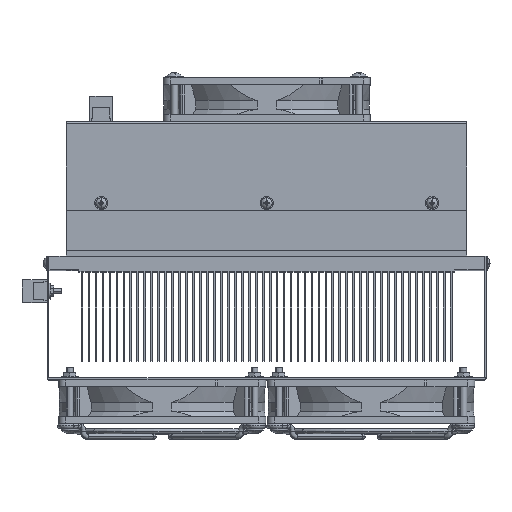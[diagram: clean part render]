
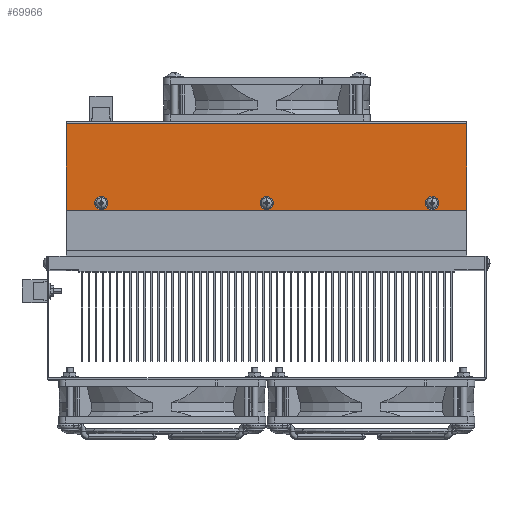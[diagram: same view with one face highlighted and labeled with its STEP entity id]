
A CAD part, top view. The second image highlights one B-rep face of the part: STEP entity #69966.
In plain terms, the highlighted planar face has unit normal (0, 0, 1).
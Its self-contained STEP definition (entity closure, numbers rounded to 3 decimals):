
#856 = CIRCLE ( 'NONE', #190278, 1.7 ) ;
#4525 = EDGE_CURVE ( 'NONE', #113209, #15133, #856, .T. ) ;
#4883 = DIRECTION ( 'NONE',  ( 1., 0., 0. ) ) ;
#5768 = VERTEX_POINT ( 'NONE', #144456 ) ;
#8429 = AXIS2_PLACEMENT_3D ( 'NONE', #81091, #192553, #97039 ) ;
#9939 = CARTESIAN_POINT ( 'NONE',  ( 0., 75.9, 76. ) ) ;
#11917 = DIRECTION ( 'NONE',  ( 0., 0., 1. ) ) ;
#13816 = DIRECTION ( 'NONE',  ( 0., -1., 0. ) ) ;
#15133 = VERTEX_POINT ( 'NONE', #23292 ) ;
#16297 = ORIENTED_EDGE ( 'NONE', *, *, #60192, .F. ) ;
#23292 = CARTESIAN_POINT ( 'NONE',  ( -1.7, 30.4, 76. ) ) ;
#27862 = VECTOR ( 'NONE', #154806, 1000. ) ;
#32845 = CARTESIAN_POINT ( 'NONE',  ( 95., 30.4, 76. ) ) ;
#43753 = CIRCLE ( 'NONE', #152515, 1.7 ) ;
#44825 = CARTESIAN_POINT ( 'NONE',  ( -115., 26.4, 76. ) ) ;
#44975 = CARTESIAN_POINT ( 'NONE',  ( -95., 30.4, 76. ) ) ;
#45046 = CARTESIAN_POINT ( 'NONE',  ( 93.3, 30.4, 76. ) ) ;
#47544 = DIRECTION ( 'NONE',  ( 0., 0., 1. ) ) ;
#48888 = LINE ( 'NONE', #113994, #198314 ) ;
#50132 = VERTEX_POINT ( 'NONE', #192011 ) ;
#50331 = FACE_OUTER_BOUND ( 'NONE', #124369, .T. ) ;
#52110 = CARTESIAN_POINT ( 'NONE',  ( -93.3, 30.4, 76. ) ) ;
#54210 = ORIENTED_EDGE ( 'NONE', *, *, #103387, .T. ) ;
#54343 = EDGE_CURVE ( 'NONE', #50132, #5768, #48888, .T. ) ;
#60192 = EDGE_CURVE ( 'NONE', #178712, #77382, #201423, .T. ) ;
#62642 = LINE ( 'NONE', #44825, #85018 ) ;
#62735 = FACE_BOUND ( 'NONE', #188284, .T. ) ;
#66877 = AXIS2_PLACEMENT_3D ( 'NONE', #82230, #98874, #4883 ) ;
#68556 = CIRCLE ( 'NONE', #105960, 1.7 ) ;
#69966 = ADVANCED_FACE ( 'NONE', ( #157439, #115053, #62735, #50331 ), #204630, .F. ) ;
#70903 = VERTEX_POINT ( 'NONE', #169404 ) ;
#72148 = EDGE_CURVE ( 'NONE', #82228, #70903, #148164, .T. ) ;
#73152 = EDGE_CURVE ( 'NONE', #95651, #142108, #62642, .T. ) ;
#75120 = DIRECTION ( 'NONE',  ( 1., 0., 0. ) ) ;
#77382 = VERTEX_POINT ( 'NONE', #45046 ) ;
#79181 = ORIENTED_EDGE ( 'NONE', *, *, #73152, .T. ) ;
#80145 = CARTESIAN_POINT ( 'NONE',  ( -115., 75.9, 76. ) ) ;
#80455 = ORIENTED_EDGE ( 'NONE', *, *, #54343, .T. ) ;
#80618 = LINE ( 'NONE', #178192, #152808 ) ;
#81091 = CARTESIAN_POINT ( 'NONE',  ( 0., 30.4, 76. ) ) ;
#82228 = VERTEX_POINT ( 'NONE', #52110 ) ;
#82230 = CARTESIAN_POINT ( 'NONE',  ( 95., 30.4, 76. ) ) ;
#85018 = VECTOR ( 'NONE', #122213, 1000. ) ;
#85121 = ORIENTED_EDGE ( 'NONE', *, *, #185743, .F. ) ;
#86830 = EDGE_LOOP ( 'NONE', ( #95564, #185540 ) ) ;
#90299 = EDGE_CURVE ( 'NONE', #70903, #82228, #68556, .T. ) ;
#93143 = DIRECTION ( 'NONE',  ( 0., 0., -1. ) ) ;
#94551 = CARTESIAN_POINT ( 'NONE',  ( 0., 77.4, 76. ) ) ;
#95564 = ORIENTED_EDGE ( 'NONE', *, *, #181203, .F. ) ;
#95651 = VERTEX_POINT ( 'NONE', #80145 ) ;
#97039 = DIRECTION ( 'NONE',  ( 1., 0., 0. ) ) ;
#98874 = DIRECTION ( 'NONE',  ( 0., 0., 1. ) ) ;
#103387 = EDGE_CURVE ( 'NONE', #142108, #50132, #80618, .T. ) ;
#105960 = AXIS2_PLACEMENT_3D ( 'NONE', #139440, #11917, #109362 ) ;
#108699 = CARTESIAN_POINT ( 'NONE',  ( 1.7, 30.4, 76. ) ) ;
#109362 = DIRECTION ( 'NONE',  ( 1., 0., 0. ) ) ;
#110740 = CARTESIAN_POINT ( 'NONE',  ( 96.7, 30.4, 76. ) ) ;
#113209 = VERTEX_POINT ( 'NONE', #108699 ) ;
#113994 = CARTESIAN_POINT ( 'NONE',  ( 115., 76.4, 76. ) ) ;
#115053 = FACE_BOUND ( 'NONE', #86830, .T. ) ;
#122041 = EDGE_LOOP ( 'NONE', ( #85121, #16297 ) ) ;
#122213 = DIRECTION ( 'NONE',  ( 0., -1., 0. ) ) ;
#124369 = EDGE_LOOP ( 'NONE', ( #190443, #79181, #54210, #80455 ) ) ;
#130236 = DIRECTION ( 'NONE',  ( 1., 0., 0. ) ) ;
#131903 = AXIS2_PLACEMENT_3D ( 'NONE', #44975, #206461, #158468 ) ;
#134059 = AXIS2_PLACEMENT_3D ( 'NONE', #94551, #93143, #13816 ) ;
#139440 = CARTESIAN_POINT ( 'NONE',  ( -95., 30.4, 76. ) ) ;
#142108 = VERTEX_POINT ( 'NONE', #143724 ) ;
#143724 = CARTESIAN_POINT ( 'NONE',  ( -115., 26.4, 76. ) ) ;
#144456 = CARTESIAN_POINT ( 'NONE',  ( 115., 75.9, 76. ) ) ;
#148164 = CIRCLE ( 'NONE', #131903, 1.7 ) ;
#152515 = AXIS2_PLACEMENT_3D ( 'NONE', #32845, #47544, #191717 ) ;
#152808 = VECTOR ( 'NONE', #130236, 1000. ) ;
#154806 = DIRECTION ( 'NONE',  ( 1., 0., 0. ) ) ;
#155873 = CARTESIAN_POINT ( 'NONE',  ( 0., 30.4, 76. ) ) ;
#157439 = FACE_BOUND ( 'NONE', #122041, .T. ) ;
#158468 = DIRECTION ( 'NONE',  ( 1., 0., 0. ) ) ;
#164116 = ORIENTED_EDGE ( 'NONE', *, *, #90299, .F. ) ;
#166307 = EDGE_CURVE ( 'NONE', #95651, #5768, #169959, .T. ) ;
#169404 = CARTESIAN_POINT ( 'NONE',  ( -96.7, 30.4, 76. ) ) ;
#169959 = LINE ( 'NONE', #9939, #27862 ) ;
#178192 = CARTESIAN_POINT ( 'NONE',  ( 115., 26.4, 76. ) ) ;
#178712 = VERTEX_POINT ( 'NONE', #110740 ) ;
#181203 = EDGE_CURVE ( 'NONE', #15133, #113209, #203337, .T. ) ;
#185540 = ORIENTED_EDGE ( 'NONE', *, *, #4525, .F. ) ;
#185743 = EDGE_CURVE ( 'NONE', #77382, #178712, #43753, .T. ) ;
#187193 = DIRECTION ( 'NONE',  ( 0., 0., 1. ) ) ;
#188284 = EDGE_LOOP ( 'NONE', ( #164116, #201706 ) ) ;
#190278 = AXIS2_PLACEMENT_3D ( 'NONE', #155873, #187193, #75120 ) ;
#190443 = ORIENTED_EDGE ( 'NONE', *, *, #166307, .F. ) ;
#191717 = DIRECTION ( 'NONE',  ( 1., 0., 0. ) ) ;
#192011 = CARTESIAN_POINT ( 'NONE',  ( 115., 26.4, 76. ) ) ;
#192553 = DIRECTION ( 'NONE',  ( 0., 0., 1. ) ) ;
#192759 = DIRECTION ( 'NONE',  ( 0., 1., 0. ) ) ;
#198314 = VECTOR ( 'NONE', #192759, 1000. ) ;
#201423 = CIRCLE ( 'NONE', #66877, 1.7 ) ;
#201706 = ORIENTED_EDGE ( 'NONE', *, *, #72148, .F. ) ;
#203337 = CIRCLE ( 'NONE', #8429, 1.7 ) ;
#204630 = PLANE ( 'NONE',  #134059 ) ;
#206461 = DIRECTION ( 'NONE',  ( 0., 0., 1. ) ) ;
